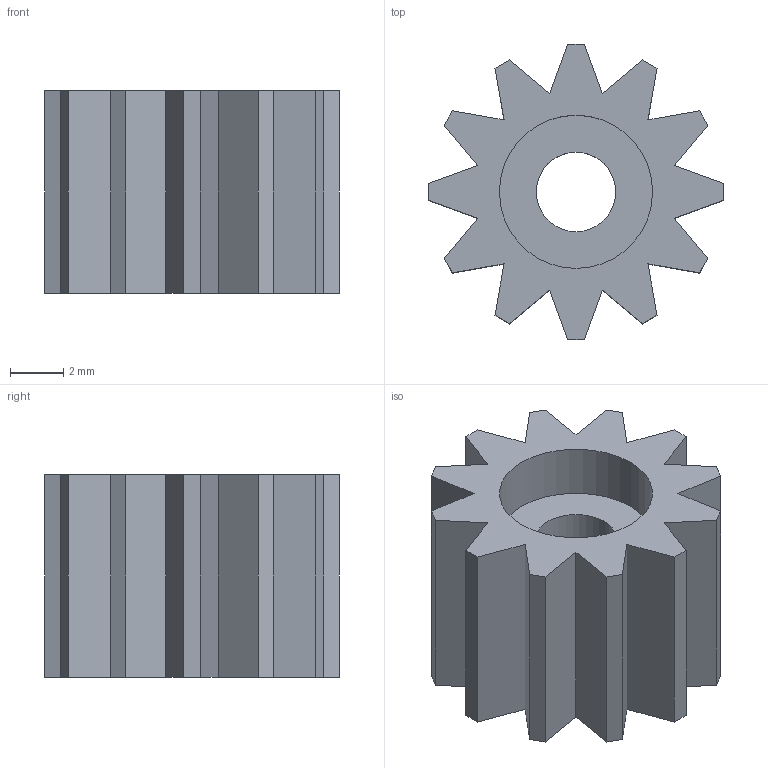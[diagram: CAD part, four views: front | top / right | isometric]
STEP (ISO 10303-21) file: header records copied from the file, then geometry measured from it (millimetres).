
FILE_DESCRIPTION (( 'STEP AP203' ), '1' );
FILE_NAME ('615274.STEP', '2014-07-22T20:43:19', ( 'Kyle' ), ( 'Microsoft' ), 'SwSTEP 2.0', 'SolidWorks 2014', '' );
FILE_SCHEMA (( 'CONFIG_CONTROL_DESIGN' ));
Length unit declared in the file: inch
Products named in the file (1): 615274
Bounding box: 11.13 x 11.13 x 7.62 mm (x, y, z)
Volume: 424.2 mm3; surface area: 681.8 mm2
Topology: 1 solids, 1 shells, 92 faces, 264 edges, 176 vertices
Faces by surface type: plane 88, cylinder 4
Entity records: 3039 total; most frequent: CARTESIAN_POINT 533, ORIENTED_EDGE 528, DIRECTION 458, EDGE_CURVE 264, VECTOR 256, LINE 256, VERTEX_POINT 176, AXIS2_PLACEMENT_3D 101
